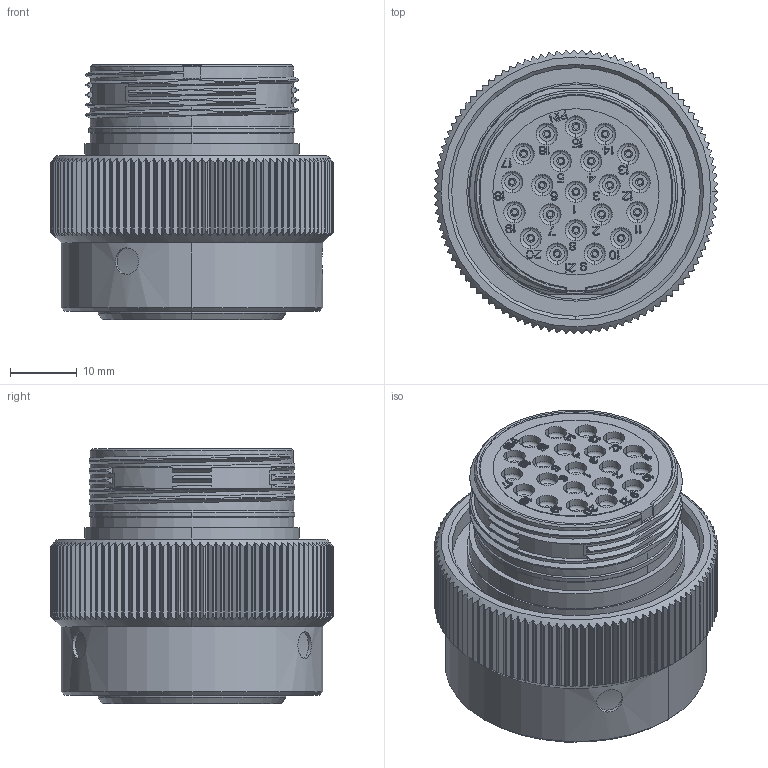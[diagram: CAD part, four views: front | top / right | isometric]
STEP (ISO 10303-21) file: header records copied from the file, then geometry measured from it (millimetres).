
FILE_DESCRIPTION((''),'2;1');
FILE_NAME('CP-M0772','2018-10-18T',('Administrator'),(''),'PRO/ENGINEER BY PARAMETRIC TECHNOLOGY CORPORATION, 2016360','PRO/ENGINEER BY PARAMETRIC TECHNOLOGY CORPORATION, 2016360','');
FILE_SCHEMA(('CONFIG_CONTROL_DESIGN'));
Length unit declared in the file: millimetre
Products named in the file (1): CP-M0772
Bounding box: 42.29 x 42.3 x 38.2 mm (x, y, z)
Volume: 31653.2 mm3; surface area: 12577.3 mm2
Topology: 1 solids, 1 shells, 2837 faces, 7865 edges, 5227 vertices
Faces by surface type: plane 2305, cylinder 346, torus 84, cone 60, bspline 42
Entity records: 97039 total; most frequent: CARTESIAN_POINT 25947, ORIENTED_EDGE 15730, DIRECTION 12989, EDGE_CURVE 7865, VECTOR 6267, LINE 6267, VERTEX_POINT 5227, AXIS2_PLACEMENT_3D 3361
